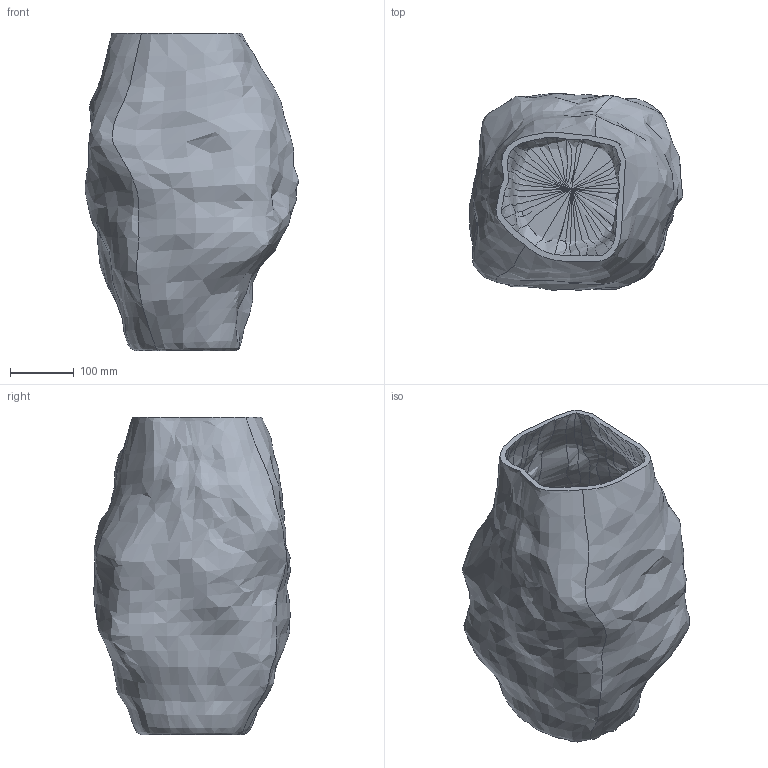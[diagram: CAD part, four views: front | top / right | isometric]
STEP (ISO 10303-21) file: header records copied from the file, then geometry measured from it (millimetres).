
FILE_DESCRIPTION(/* description */ (''),/* implementation_level */ '2;1');
FILE_NAME(/* name */ 'Katachi Vase Big',/* time_stamp */ '2025-04-10T10:59:11+02:00',/* author */ (''),/* organization */ (''),/* preprocessor_version */ 'ST-DEVELOPER v16.5',/* originating_system */ 'Rhino 7.38',/* authorisation */ '');
FILE_SCHEMA (('CONFIG_CONTROL_DESIGN'));
Length unit declared in the file: millimetre
Products named in the file (1): Document
Bounding box: 336.38 x 309.85 x 500.24 mm (x, y, z)
Volume: 3849809.5 mm3; surface area: 964402.7 mm2
Topology: 1 solids, 1 shells, 45 faces, 132 edges, 46 vertices
Faces by surface type: bspline 45
Entity records: 74088 total; most frequent: CARTESIAN_POINT 72800, B_SPLINE_CURVE_WITH_KNOTS 264, ORIENTED_EDGE 176, PCURVE 176, DEFINITIONAL_REPRESENTATION 176, SURFACE_CURVE 88, EDGE_CURVE 88, EDGE_LOOP 46
